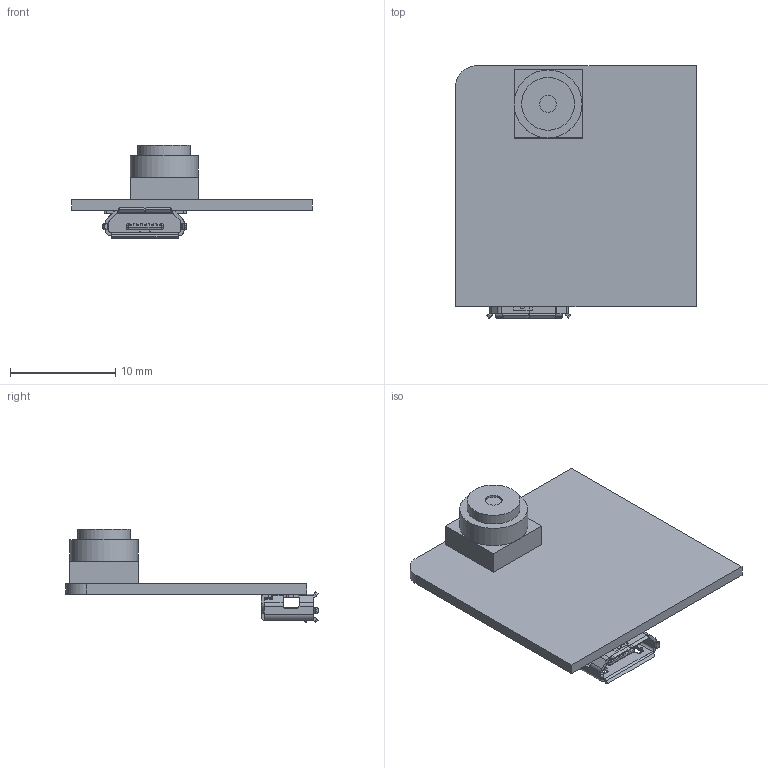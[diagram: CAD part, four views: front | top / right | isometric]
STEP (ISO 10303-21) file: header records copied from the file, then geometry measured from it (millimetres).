
FILE_DESCRIPTION(/* description */ (''),/* implementation_level */ '2;1');
FILE_NAME(/* name */ 'nicla_vision.step.step',/* time_stamp */ '2022-03-24T09:31:42-04:00',/* author */ (''),/* organization */ (''),/* preprocessor_version */ 'ST-DEVELOPER v18.1',/* originating_system */ 'Autodesk Translation Framework v10.13.0.1454',/* authorisation */ '');
FILE_SCHEMA (('AUTOMOTIVE_DESIGN { 1 0 10303 214 3 1 1 }'));
Length unit declared in the file: millimetre
Products named in the file (4): Nicla vision board; Component1; USB_Micro-B_Molex_47346-0001 v1; SOLID (4)
Assembly tree (3 placements, depth 3):
  Nicla vision board
    Component1
    USB_Micro-B_Molex_47346-0001 v1
      SOLID (4)
Bounding box: 22.85 x 23.94 x 8.84 mm (x, y, z)
Volume: 739.1 mm3; surface area: 1493.1 mm2
Topology: 2 solids, 2 shells, 517 faces, 1506 edges, 966 vertices
Faces by surface type: plane 384, cylinder 129, sphere 4
Full cylindrical faces by diameter (mm): 1.6 x1, 5 x1, 6.45 x1
Entity records: 17868 total; most frequent: CARTESIAN_POINT 3370, ORIENTED_EDGE 3004, DIRECTION 2828, EDGE_CURVE 1502, LINE 1184, VECTOR 1184, VERTEX_POINT 966, AXIS2_PLACEMENT_3D 822
